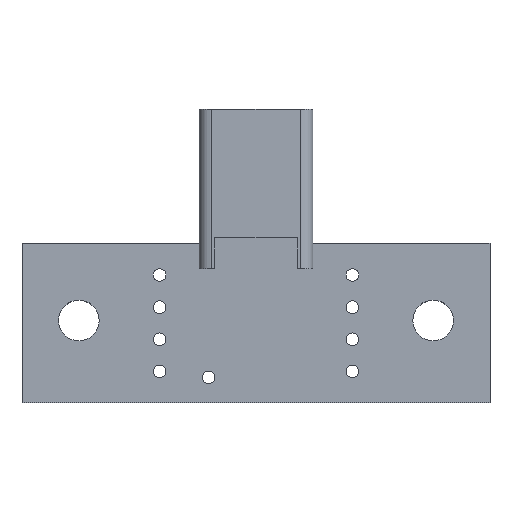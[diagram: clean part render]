
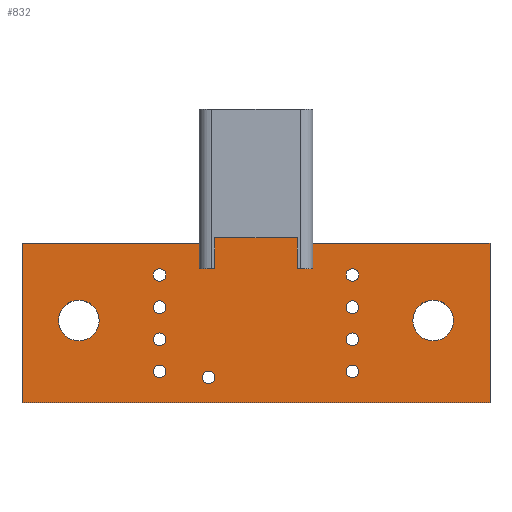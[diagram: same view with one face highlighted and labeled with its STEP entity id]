
A CAD part, top view. The second image highlights one B-rep face of the part: STEP entity #832.
In plain terms, the highlighted planar face has unit normal (0, 0, 1).
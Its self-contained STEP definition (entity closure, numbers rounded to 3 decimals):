
#53=FACE_BOUND('',#165,.T.);
#54=FACE_BOUND('',#166,.T.);
#55=FACE_BOUND('',#167,.T.);
#56=FACE_BOUND('',#168,.T.);
#57=FACE_BOUND('',#169,.T.);
#58=FACE_BOUND('',#170,.T.);
#59=FACE_BOUND('',#171,.T.);
#60=FACE_BOUND('',#172,.T.);
#61=FACE_BOUND('',#173,.T.);
#62=FACE_BOUND('',#174,.T.);
#63=FACE_BOUND('',#175,.T.);
#76=CIRCLE('',#904,0.5);
#77=CIRCLE('',#905,0.5);
#78=CIRCLE('',#906,0.5);
#79=CIRCLE('',#907,0.5);
#80=CIRCLE('',#908,0.5);
#81=CIRCLE('',#909,1.6);
#82=CIRCLE('',#910,0.5);
#83=CIRCLE('',#911,0.5);
#84=CIRCLE('',#912,0.5);
#85=CIRCLE('',#913,1.6);
#86=CIRCLE('',#914,0.5);
#109=FACE_OUTER_BOUND('',#164,.T.);
#164=EDGE_LOOP('',(#606,#607,#608,#609,#610,#611,#612,#613));
#165=EDGE_LOOP('',(#614));
#166=EDGE_LOOP('',(#615));
#167=EDGE_LOOP('',(#616));
#168=EDGE_LOOP('',(#617));
#169=EDGE_LOOP('',(#618));
#170=EDGE_LOOP('',(#619));
#171=EDGE_LOOP('',(#620));
#172=EDGE_LOOP('',(#621));
#173=EDGE_LOOP('',(#622));
#174=EDGE_LOOP('',(#623));
#175=EDGE_LOOP('',(#624));
#223=LINE('',#1263,#302);
#226=LINE('',#1268,#305);
#228=LINE('',#1272,#307);
#230=LINE('',#1276,#309);
#232=LINE('',#1280,#311);
#233=LINE('',#1283,#312);
#234=LINE('',#1285,#313);
#235=LINE('',#1286,#314);
#302=VECTOR('',#1008,1.);
#305=VECTOR('',#1013,1.);
#307=VECTOR('',#1017,1.);
#309=VECTOR('',#1021,1.);
#311=VECTOR('',#1025,1.);
#312=VECTOR('',#1028,1.);
#313=VECTOR('',#1029,1.);
#314=VECTOR('',#1030,1.);
#391=VERTEX_POINT('',#1260);
#392=VERTEX_POINT('',#1262);
#393=VERTEX_POINT('',#1266);
#394=VERTEX_POINT('',#1270);
#395=VERTEX_POINT('',#1274);
#396=VERTEX_POINT('',#1278);
#397=VERTEX_POINT('',#1282);
#398=VERTEX_POINT('',#1284);
#399=VERTEX_POINT('',#1287);
#400=VERTEX_POINT('',#1289);
#401=VERTEX_POINT('',#1291);
#402=VERTEX_POINT('',#1293);
#403=VERTEX_POINT('',#1295);
#404=VERTEX_POINT('',#1297);
#405=VERTEX_POINT('',#1299);
#406=VERTEX_POINT('',#1301);
#407=VERTEX_POINT('',#1303);
#408=VERTEX_POINT('',#1305);
#409=VERTEX_POINT('',#1307);
#470=EDGE_CURVE('',#392,#391,#223,.T.);
#473=EDGE_CURVE('',#391,#393,#226,.T.);
#475=EDGE_CURVE('',#393,#394,#228,.T.);
#477=EDGE_CURVE('',#394,#395,#230,.T.);
#479=EDGE_CURVE('',#395,#396,#232,.T.);
#480=EDGE_CURVE('',#396,#397,#233,.T.);
#481=EDGE_CURVE('',#397,#398,#234,.T.);
#482=EDGE_CURVE('',#398,#392,#235,.T.);
#483=EDGE_CURVE('',#399,#399,#76,.T.);
#484=EDGE_CURVE('',#400,#400,#77,.T.);
#485=EDGE_CURVE('',#401,#401,#78,.T.);
#486=EDGE_CURVE('',#402,#402,#79,.T.);
#487=EDGE_CURVE('',#403,#403,#80,.T.);
#488=EDGE_CURVE('',#404,#404,#81,.T.);
#489=EDGE_CURVE('',#405,#405,#82,.T.);
#490=EDGE_CURVE('',#406,#406,#83,.T.);
#491=EDGE_CURVE('',#407,#407,#84,.T.);
#492=EDGE_CURVE('',#408,#408,#85,.T.);
#493=EDGE_CURVE('',#409,#409,#86,.T.);
#606=ORIENTED_EDGE('',*,*,#477,.T.);
#607=ORIENTED_EDGE('',*,*,#479,.T.);
#608=ORIENTED_EDGE('',*,*,#480,.T.);
#609=ORIENTED_EDGE('',*,*,#481,.T.);
#610=ORIENTED_EDGE('',*,*,#482,.T.);
#611=ORIENTED_EDGE('',*,*,#470,.T.);
#612=ORIENTED_EDGE('',*,*,#473,.T.);
#613=ORIENTED_EDGE('',*,*,#475,.T.);
#614=ORIENTED_EDGE('',*,*,#483,.F.);
#615=ORIENTED_EDGE('',*,*,#484,.F.);
#616=ORIENTED_EDGE('',*,*,#485,.F.);
#617=ORIENTED_EDGE('',*,*,#486,.F.);
#618=ORIENTED_EDGE('',*,*,#487,.F.);
#619=ORIENTED_EDGE('',*,*,#488,.F.);
#620=ORIENTED_EDGE('',*,*,#489,.F.);
#621=ORIENTED_EDGE('',*,*,#490,.F.);
#622=ORIENTED_EDGE('',*,*,#491,.F.);
#623=ORIENTED_EDGE('',*,*,#492,.F.);
#624=ORIENTED_EDGE('',*,*,#493,.F.);
#807=PLANE('',#903);
#832=ADVANCED_FACE('',(#109,#53,#54,#55,#56,#57,#58,#59,#60,#61,#62,#63),
#807,.T.);
#903=AXIS2_PLACEMENT_3D('',#1281,#1026,#1027);
#904=AXIS2_PLACEMENT_3D('',#1288,#1031,#1032);
#905=AXIS2_PLACEMENT_3D('',#1290,#1033,#1034);
#906=AXIS2_PLACEMENT_3D('',#1292,#1035,#1036);
#907=AXIS2_PLACEMENT_3D('',#1294,#1037,#1038);
#908=AXIS2_PLACEMENT_3D('',#1296,#1039,#1040);
#909=AXIS2_PLACEMENT_3D('',#1298,#1041,#1042);
#910=AXIS2_PLACEMENT_3D('',#1300,#1043,#1044);
#911=AXIS2_PLACEMENT_3D('',#1302,#1045,#1046);
#912=AXIS2_PLACEMENT_3D('',#1304,#1047,#1048);
#913=AXIS2_PLACEMENT_3D('',#1306,#1049,#1050);
#914=AXIS2_PLACEMENT_3D('',#1308,#1051,#1052);
#1008=DIRECTION('',(-1.,0.,0.));
#1013=DIRECTION('',(0.,-1.,0.));
#1017=DIRECTION('',(-1.,0.,0.));
#1021=DIRECTION('',(0.,-1.,0.));
#1025=DIRECTION('',(1.,0.,0.));
#1026=DIRECTION('center_axis',(0.,0.,1.));
#1027=DIRECTION('ref_axis',(1.,0.,0.));
#1028=DIRECTION('',(0.,1.,0.));
#1029=DIRECTION('',(-1.,0.,0.));
#1030=DIRECTION('',(0.,1.,0.));
#1031=DIRECTION('center_axis',(0.,0.,1.));
#1032=DIRECTION('ref_axis',(1.,0.,0.));
#1033=DIRECTION('center_axis',(0.,0.,1.));
#1034=DIRECTION('ref_axis',(1.,0.,0.));
#1035=DIRECTION('center_axis',(0.,0.,1.));
#1036=DIRECTION('ref_axis',(1.,0.,0.));
#1037=DIRECTION('center_axis',(0.,0.,1.));
#1038=DIRECTION('ref_axis',(1.,0.,0.));
#1039=DIRECTION('center_axis',(0.,0.,1.));
#1040=DIRECTION('ref_axis',(1.,0.,0.));
#1041=DIRECTION('center_axis',(0.,0.,1.));
#1042=DIRECTION('ref_axis',(1.,0.,0.));
#1043=DIRECTION('center_axis',(0.,0.,1.));
#1044=DIRECTION('ref_axis',(1.,0.,0.));
#1045=DIRECTION('center_axis',(0.,0.,1.));
#1046=DIRECTION('ref_axis',(1.,0.,0.));
#1047=DIRECTION('center_axis',(0.,0.,1.));
#1048=DIRECTION('ref_axis',(1.,0.,0.));
#1049=DIRECTION('center_axis',(0.,0.,1.));
#1050=DIRECTION('ref_axis',(1.,0.,0.));
#1051=DIRECTION('center_axis',(0.,0.,1.));
#1052=DIRECTION('ref_axis',(1.,0.,0.));
#1260=CARTESIAN_POINT('',(36.75,-38.95,1.6));
#1262=CARTESIAN_POINT('',(43.25,-38.95,1.6));
#1263=CARTESIAN_POINT('',(43.25,-38.95,1.6));
#1266=CARTESIAN_POINT('',(36.75,-39.4,1.6));
#1268=CARTESIAN_POINT('',(36.75,-38.95,1.6));
#1270=CARTESIAN_POINT('',(21.5,-39.4,1.6));
#1272=CARTESIAN_POINT('',(36.75,-39.4,1.6));
#1274=CARTESIAN_POINT('',(21.5,-52.,1.6));
#1276=CARTESIAN_POINT('',(21.5,-39.4,1.6));
#1278=CARTESIAN_POINT('',(58.5,-52.,1.6));
#1280=CARTESIAN_POINT('',(21.5,-52.,1.6));
#1281=CARTESIAN_POINT('Origin',(40.,-45.612,1.6));
#1282=CARTESIAN_POINT('',(58.5,-39.4,1.6));
#1283=CARTESIAN_POINT('',(58.5,-52.,1.6));
#1284=CARTESIAN_POINT('',(43.25,-39.4,1.6));
#1285=CARTESIAN_POINT('',(58.5,-39.4,1.6));
#1286=CARTESIAN_POINT('',(43.25,-39.4,1.6));
#1287=CARTESIAN_POINT('',(31.88,-49.525,1.6));
#1288=CARTESIAN_POINT('Origin',(32.38,-49.525,1.6));
#1289=CARTESIAN_POINT('',(35.75,-50.,1.6));
#1290=CARTESIAN_POINT('Origin',(36.25,-50.,1.6));
#1291=CARTESIAN_POINT('',(31.88,-46.985,1.6));
#1292=CARTESIAN_POINT('Origin',(32.38,-46.985,1.6));
#1293=CARTESIAN_POINT('',(47.12,-49.525,1.6));
#1294=CARTESIAN_POINT('Origin',(47.62,-49.525,1.6));
#1295=CARTESIAN_POINT('',(47.12,-46.985,1.6));
#1296=CARTESIAN_POINT('Origin',(47.62,-46.985,1.6));
#1297=CARTESIAN_POINT('',(24.4,-45.5,1.6));
#1298=CARTESIAN_POINT('Origin',(26.,-45.5,1.6));
#1299=CARTESIAN_POINT('',(31.88,-44.445,1.6));
#1300=CARTESIAN_POINT('Origin',(32.38,-44.445,1.6));
#1301=CARTESIAN_POINT('',(31.88,-41.905,1.6));
#1302=CARTESIAN_POINT('Origin',(32.38,-41.905,1.6));
#1303=CARTESIAN_POINT('',(47.12,-44.445,1.6));
#1304=CARTESIAN_POINT('Origin',(47.62,-44.445,1.6));
#1305=CARTESIAN_POINT('',(52.4,-45.5,1.6));
#1306=CARTESIAN_POINT('Origin',(54.,-45.5,1.6));
#1307=CARTESIAN_POINT('',(47.12,-41.905,1.6));
#1308=CARTESIAN_POINT('Origin',(47.62,-41.905,1.6));
